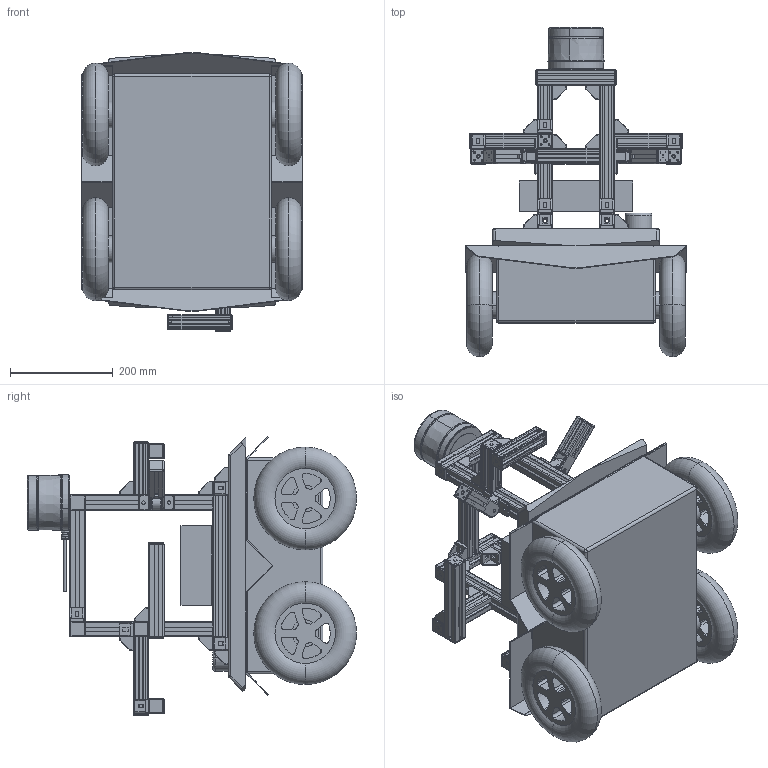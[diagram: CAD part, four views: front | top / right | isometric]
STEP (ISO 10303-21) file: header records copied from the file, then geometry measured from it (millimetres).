
FILE_DESCRIPTION(('CATIA V5 STEP Exchange','CAx-IF Rec.Pracs.--- Model Styling and Organization---1.4--- 2014-01-23'),'2;1');
FILE_NAME('full_asm.stp','2019-01-17T15:30:29+00:00',('none'),('none'),'CATIA Version 5-6 Release 2016 SP5 HF16','CATIA V5 STEP AP214','none');
FILE_SCHEMA(('AUTOMOTIVE_DESIGN { 1 0 10303 214 1 1 1 1 }'));
Length unit declared in the file: millimetre
Products named in the file (31): FULL_ASM; JACKAL_UGV_3D_MODEL_ASM; SIMPLIFIED_MODEL_BASE; SIMPLIFIED_MODEL_FENDERS; SIMPLIFIED_WHEEL; JACKAL_UGV_3D_MODEL_ASM_1; BASE_ASSY_ASM; STRUT_30X30_3N_330MM; CAP_30X30; BRACKET_30X30; BRACKET_30X30_VER2; STRUT_30X30_3N_248MM; STRUT_30X30_3N_150MM; STRUT_30X30_3N_216MM; 16_RSLIDAR_2_0_ID_NEW; BUMPER_ROUND; ARM_DIAGONAL_ASM; Joint_30x30_V_LIJ; Joint_30x30_inner_LIJ; Joint_30x30_outer_LIJ; STRUT_PROFILE_30X30_70MM; ARM_FRONT_ASM; STRUT_PROFILE_30X30_100MM; STRUT_PROFILE_30X30_120MM; ARM_RIGHT_ASM; STRUT_30X30_3N_130MM; STRUT_30X30_3N_180MM; ARM_LEFT_ASM; CPU_INTEL_NUC; ARM_REAR_ASM; STRUT_PROFILE_30X30_150MM
Assembly tree (82 placements, depth 4):
  FULL_ASM
    JACKAL_UGV_3D_MODEL_ASM
      SIMPLIFIED_MODEL_BASE
      SIMPLIFIED_MODEL_FENDERS
      SIMPLIFIED_WHEEL  x4
      JACKAL_UGV_3D_MODEL_ASM_1
    BASE_ASSY_ASM
      STRUT_30X30_3N_330MM  x2
      CAP_30X30  x4
      BRACKET_30X30  x14
      BRACKET_30X30_VER2  x4
      STRUT_30X30_3N_248MM  x4
      STRUT_30X30_3N_150MM  x2
      STRUT_30X30_3N_216MM
    16_RSLIDAR_2_0_ID_NEW
    BUMPER_ROUND
    ARM_DIAGONAL_ASM  x2
      CAP_30X30
      Joint_30x30_V_LIJ
        Joint_30x30_inner_LIJ
        Joint_30x30_outer_LIJ
      STRUT_PROFILE_30X30_70MM
    ARM_FRONT_ASM
      STRUT_PROFILE_30X30_100MM
      STRUT_PROFILE_30X30_120MM
      BRACKET_30X30  x2
      CAP_30X30  x3
    ARM_RIGHT_ASM
      BRACKET_30X30  x2
      CAP_30X30  x3
      STRUT_30X30_3N_130MM
      STRUT_30X30_3N_180MM
    ARM_LEFT_ASM
      BRACKET_30X30  x2
      CAP_30X30  x3
      STRUT_30X30_3N_130MM
      STRUT_30X30_3N_180MM
    CPU_INTEL_NUC
    ARM_REAR_ASM
      STRUT_PROFILE_30X30_150MM
      BRACKET_30X30  x2
      STRUT_PROFILE_30X30_120MM
      CAP_30X30  x3
Bounding box: 430 x 640.2 x 542.55 mm (x, y, z)
Volume: 33021936 mm3; surface area: 2524473.6 mm2
Topology: 75 solids, 80 shells, 4111 faces, 10882 edges, 7176 vertices
Faces by surface type: plane 2630, cylinder 1106, cone 235, sphere 80, torus 44, bspline 16
Entity records: 51365 total; most frequent: CARTESIAN_POINT 12803, ORIENTED_EDGE 7880, DIRECTION 6807, EDGE_CURVE 3952, VECTOR 3252, LINE 3252, VERTEX_POINT 2598, AXIS2_PLACEMENT_3D 2019
